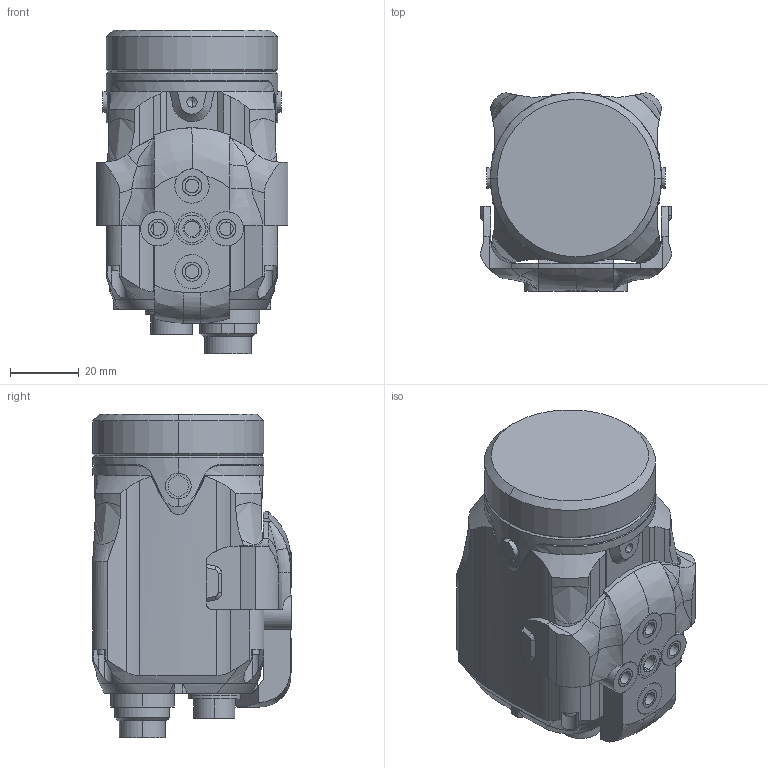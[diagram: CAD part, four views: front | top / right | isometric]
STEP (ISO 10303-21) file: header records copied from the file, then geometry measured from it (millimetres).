
FILE_DESCRIPTION (( 'STEP AP203' ), '1' );
FILE_NAME ('IV_IV_H.STEP', '2015-10-27T02:19:29', ( 'tsonic' ), ( 'MouseComputer PC' ), 'SwSTEP 2.0', 'SolidWorks 2010', '' );
FILE_SCHEMA (( 'CONFIG_CONTROL_DESIGN' ));
Products named in the file (1): IV_IV_H
Bounding box: 56 x 58 x 94.5 mm (x, y, z)
Volume: 184612 mm3; surface area: 38800.6 mm2
Topology: 3 solids, 3 shells, 609 faces, 1586 edges, 1044 vertices
Faces by surface type: cylinder 256, plane 252, bspline 70, cone 28, torus 3
Entity records: 38210 total; most frequent: CARTESIAN_POINT 24165, ORIENTED_EDGE 3164, DIRECTION 2421, EDGE_CURVE 1582, VERTEX_POINT 1044, AXIS2_PLACEMENT_3D 837, VECTOR 747, LINE 747
